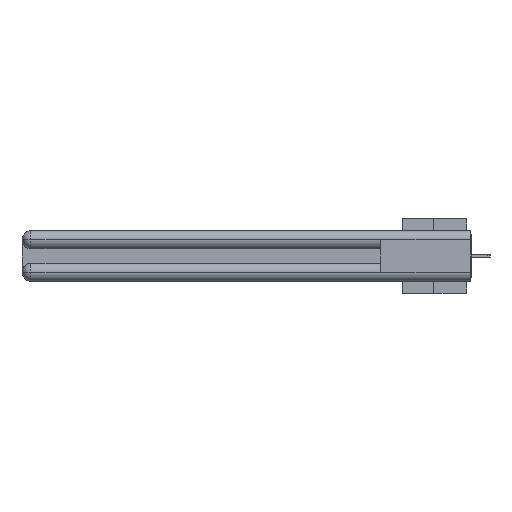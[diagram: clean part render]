
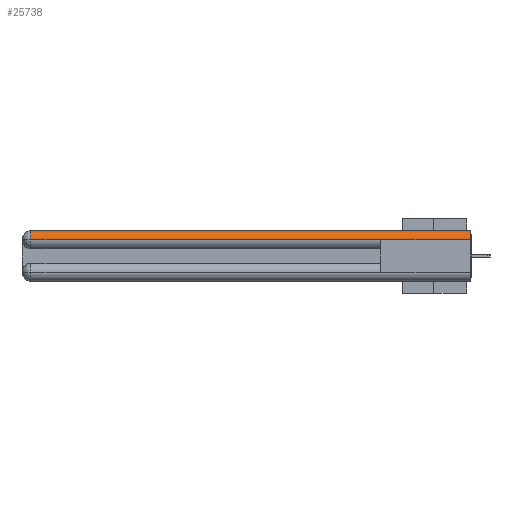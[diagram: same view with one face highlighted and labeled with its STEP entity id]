
A CAD part, left-side view. The second image highlights one B-rep face of the part: STEP entity #25738.
In plain terms, the highlighted cylindrical face has radius 1.562 mm (diameter 3.124 mm), a partial arc.
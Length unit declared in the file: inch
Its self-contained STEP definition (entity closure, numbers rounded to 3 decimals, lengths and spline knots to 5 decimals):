
#3115 = VECTOR ( 'NONE', #18480, 39.37008 ) ;
#3456 = AXIS2_PLACEMENT_3D ( 'NONE', #10730, #5076, #22596 ) ;
#3817 = VERTEX_POINT ( 'NONE', #30734 ) ;
#4423 = EDGE_CURVE ( 'NONE', #20118, #3817, #13457, .T. ) ;
#4585 = EDGE_CURVE ( 'NONE', #20118, #19513, #32110, .T. ) ;
#5076 = DIRECTION ( 'NONE',  ( 0., -1., 0. ) ) ;
#6600 = CARTESIAN_POINT ( 'NONE',  ( 0., 3., -0.0615 ) ) ;
#7646 = DIRECTION ( 'NONE',  ( 0., -1., 0. ) ) ;
#8018 = CARTESIAN_POINT ( 'NONE',  ( 0., 2.94, -0.0615 ) ) ;
#10420 = AXIS2_PLACEMENT_3D ( 'NONE', #20279, #7646, #32201 ) ;
#10730 = CARTESIAN_POINT ( 'NONE',  ( 0.0615, 2.94, -0.0615 ) ) ;
#11375 = CARTESIAN_POINT ( 'NONE',  ( 0., 3., -0.0615 ) ) ;
#11655 = CIRCLE ( 'NONE', #10420, 0.0615 ) ;
#12547 = CARTESIAN_POINT ( 'NONE',  ( 0.0615, 2.94, 0. ) ) ;
#13457 = LINE ( 'NONE', #30821, #23382 ) ;
#14351 = ORIENTED_EDGE ( 'NONE', *, *, #30769, .F. ) ;
#15064 = FACE_OUTER_BOUND ( 'NONE', #22647, .T. ) ;
#17524 = VERTEX_POINT ( 'NONE', #33222 ) ;
#18009 = EDGE_CURVE ( 'NONE', #20333, #17524, #18281, .T. ) ;
#18281 = LINE ( 'NONE', #6600, #3115 ) ;
#18480 = DIRECTION ( 'NONE',  ( 0., 1., 0. ) ) ;
#19513 = VERTEX_POINT ( 'NONE', #8018 ) ;
#19688 = CARTESIAN_POINT ( 'NONE',  ( 0., 0., -0.0615 ) ) ;
#20118 = VERTEX_POINT ( 'NONE', #12547 ) ;
#20149 = AXIS2_PLACEMENT_3D ( 'NONE', #29494, #23446, #32814 ) ;
#20279 = CARTESIAN_POINT ( 'NONE',  ( 0.0615, 0., -0.0615 ) ) ;
#20333 = VERTEX_POINT ( 'NONE', #19688 ) ;
#22420 = DIRECTION ( 'NONE',  ( 0., -1., 0. ) ) ;
#22596 = DIRECTION ( 'NONE',  ( 0., 0., 1. ) ) ;
#22647 = EDGE_LOOP ( 'NONE', ( #28405, #37918, #29823, #30012, #14351 ) ) ;
#23382 = VECTOR ( 'NONE', #22420, 39.37008 ) ;
#23446 = DIRECTION ( 'NONE',  ( 0., 1., 0. ) ) ;
#25738 = ADVANCED_FACE ( 'NONE', ( #15064 ), #29904, .T. ) ;
#28405 = ORIENTED_EDGE ( 'NONE', *, *, #4423, .F. ) ;
#28555 = LINE ( 'NONE', #11375, #35926 ) ;
#29494 = CARTESIAN_POINT ( 'NONE',  ( 0.0615, 0., -0.0615 ) ) ;
#29823 = ORIENTED_EDGE ( 'NONE', *, *, #30403, .T. ) ;
#29904 = CYLINDRICAL_SURFACE ( 'NONE', #20149, 0.0615 ) ;
#30012 = ORIENTED_EDGE ( 'NONE', *, *, #18009, .F. ) ;
#30403 = EDGE_CURVE ( 'NONE', #19513, #17524, #28555, .T. ) ;
#30734 = CARTESIAN_POINT ( 'NONE',  ( 0.0615, 0., 0. ) ) ;
#30769 = EDGE_CURVE ( 'NONE', #3817, #20333, #11655, .T. ) ;
#30821 = CARTESIAN_POINT ( 'NONE',  ( 0.0615, 0., 0. ) ) ;
#32110 = CIRCLE ( 'NONE', #3456, 0.0615 ) ;
#32201 = DIRECTION ( 'NONE',  ( 1., 0., 0. ) ) ;
#32814 = DIRECTION ( 'NONE',  ( 0., 0., 1. ) ) ;
#33222 = CARTESIAN_POINT ( 'NONE',  ( 0., 0.6, -0.0615 ) ) ;
#35926 = VECTOR ( 'NONE', #37510, 39.37008 ) ;
#37510 = DIRECTION ( 'NONE',  ( 0., -1., 0. ) ) ;
#37918 = ORIENTED_EDGE ( 'NONE', *, *, #4585, .T. ) ;
